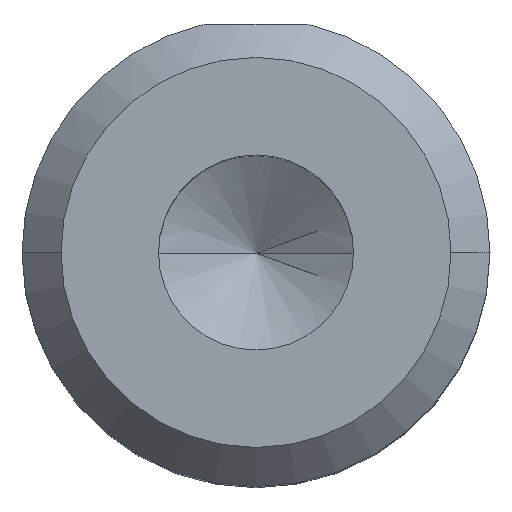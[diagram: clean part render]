
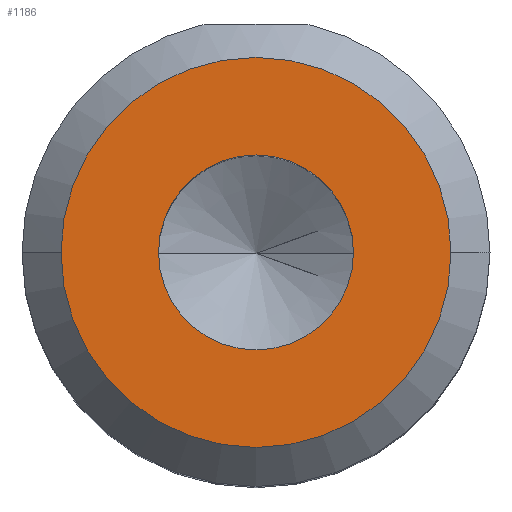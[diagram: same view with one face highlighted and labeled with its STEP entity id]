
A CAD part, top view. The second image highlights one B-rep face of the part: STEP entity #1186.
In plain terms, the highlighted planar face has unit normal (0, 0, 1).
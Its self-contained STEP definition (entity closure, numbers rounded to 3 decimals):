
#24 = VERTEX_POINT ( 'NONE', #113 ) ;
#32 = EDGE_CURVE ( 'NONE', #202, #999, #241, .T. ) ;
#75 = EDGE_LOOP ( 'NONE', ( #1092, #474 ) ) ;
#81 = AXIS2_PLACEMENT_3D ( 'NONE', #297, #970, #390 ) ;
#95 = CARTESIAN_POINT ( 'NONE',  ( 2.5, 0., 10. ) ) ;
#101 = CARTESIAN_POINT ( 'NONE',  ( 0., 0., 10. ) ) ;
#113 = CARTESIAN_POINT ( 'NONE',  ( -2.5, 0., 10. ) ) ;
#122 = FACE_BOUND ( 'NONE', #75, .T. ) ;
#164 = AXIS2_PLACEMENT_3D ( 'NONE', #754, #188, #850 ) ;
#188 = DIRECTION ( 'NONE',  ( 0., 0., 1. ) ) ;
#202 = VERTEX_POINT ( 'NONE', #817 ) ;
#212 = DIRECTION ( 'NONE',  ( 1., 0., 0. ) ) ;
#239 = DIRECTION ( 'NONE',  ( 0., 0., 1. ) ) ;
#241 = CIRCLE ( 'NONE', #788, 5. ) ;
#264 = PLANE ( 'NONE',  #550 ) ;
#270 = DIRECTION ( 'NONE',  ( 1., 0., 0. ) ) ;
#297 = CARTESIAN_POINT ( 'NONE',  ( 0., 0., 10. ) ) ;
#351 = VERTEX_POINT ( 'NONE', #95 ) ;
#378 = FACE_OUTER_BOUND ( 'NONE', #977, .T. ) ;
#390 = DIRECTION ( 'NONE',  ( 1., 0., 0. ) ) ;
#398 = CARTESIAN_POINT ( 'NONE',  ( 5., 0., 10. ) ) ;
#418 = AXIS2_PLACEMENT_3D ( 'NONE', #101, #774, #212 ) ;
#437 = EDGE_CURVE ( 'NONE', #351, #24, #768, .T. ) ;
#474 = ORIENTED_EDGE ( 'NONE', *, *, #988, .F. ) ;
#519 = CARTESIAN_POINT ( 'NONE',  ( 0., 0., 10. ) ) ;
#550 = AXIS2_PLACEMENT_3D ( 'NONE', #1219, #239, #270 ) ;
#754 = CARTESIAN_POINT ( 'NONE',  ( 0., 0., 10. ) ) ;
#768 = CIRCLE ( 'NONE', #418, 2.5 ) ;
#774 = DIRECTION ( 'NONE',  ( 0., 0., 1. ) ) ;
#788 = AXIS2_PLACEMENT_3D ( 'NONE', #519, #1004, #1181 ) ;
#817 = CARTESIAN_POINT ( 'NONE',  ( -5., 0., 10. ) ) ;
#850 = DIRECTION ( 'NONE',  ( 1., 0., 0. ) ) ;
#908 = EDGE_CURVE ( 'NONE', #999, #202, #1074, .T. ) ;
#970 = DIRECTION ( 'NONE',  ( 0., 0., 1. ) ) ;
#977 = EDGE_LOOP ( 'NONE', ( #1174, #1173 ) ) ;
#988 = EDGE_CURVE ( 'NONE', #24, #351, #1017, .T. ) ;
#999 = VERTEX_POINT ( 'NONE', #398 ) ;
#1004 = DIRECTION ( 'NONE',  ( 0., 0., 1. ) ) ;
#1017 = CIRCLE ( 'NONE', #81, 2.5 ) ;
#1074 = CIRCLE ( 'NONE', #164, 5. ) ;
#1092 = ORIENTED_EDGE ( 'NONE', *, *, #437, .F. ) ;
#1173 = ORIENTED_EDGE ( 'NONE', *, *, #908, .T. ) ;
#1174 = ORIENTED_EDGE ( 'NONE', *, *, #32, .T. ) ;
#1181 = DIRECTION ( 'NONE',  ( 1., 0., 0. ) ) ;
#1186 = ADVANCED_FACE ( 'NONE', ( #378, #122 ), #264, .T. ) ;
#1219 = CARTESIAN_POINT ( 'NONE',  ( 0., 0., 10. ) ) ;
